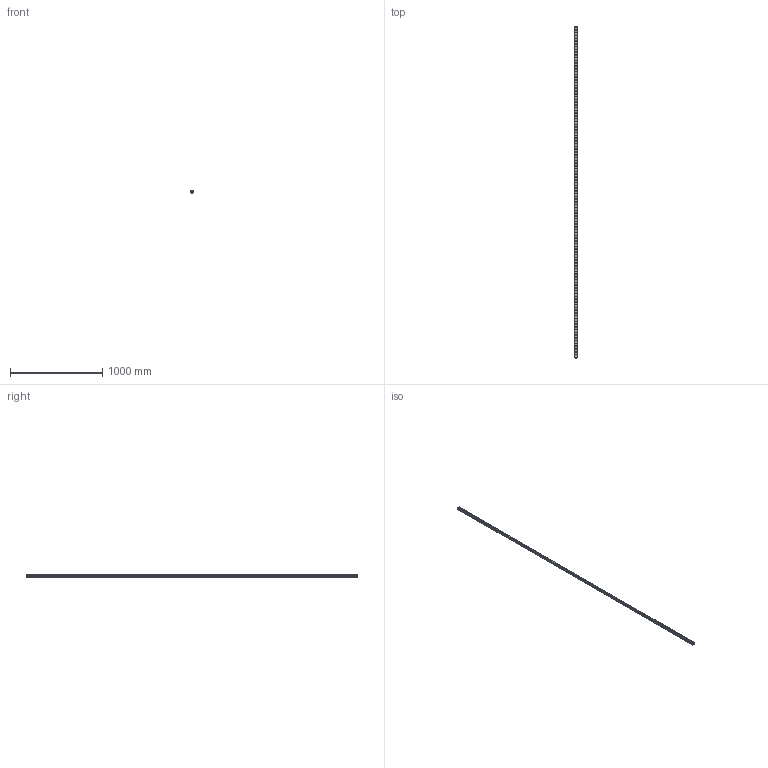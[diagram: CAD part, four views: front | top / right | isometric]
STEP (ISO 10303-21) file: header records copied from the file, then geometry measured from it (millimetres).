
FILE_DESCRIPTION(('STEP AP214'),'1');
FILE_NAME('cctmp_F9524EB6-9559-417A-B297-B3ABA3ACC47C_2021_03_10_12_24_06_0616..stp','2021-03-10T11:24:07',('HIWIN GmbH'),('CADClick - www.CADClick.com'),'Spatial InterOp 3D',' ','unknown authorization');
FILE_SCHEMA(('AUTOMOTIVE_DESIGN'));
Length unit declared in the file: millimetre
Products named in the file (1): RGR25R3590H_FILE
Bounding box: 23 x 3590 x 23.6 mm (x, y, z)
Volume: 1439211.3 mm3; surface area: 445551.1 mm2
Topology: 1 solids, 1 shells, 1197 faces, 2493 edges, 1662 vertices
Faces by surface type: cylinder 738, plane 459
Entity records: 42163 total; most frequent: DIRECTION 6365, CARTESIAN_POINT 5353, ORIENTED_EDGE 4986, AXIS2_PLACEMENT_3D 2674, EDGE_CURVE 2493, VERTEX_POINT 1662, EDGE_LOOP 1561, CIRCLE 1476
